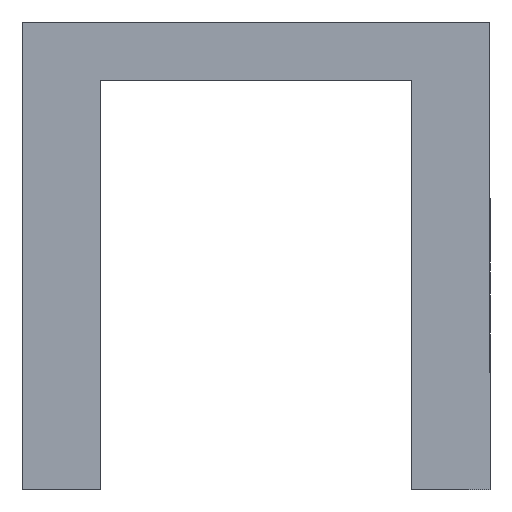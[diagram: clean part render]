
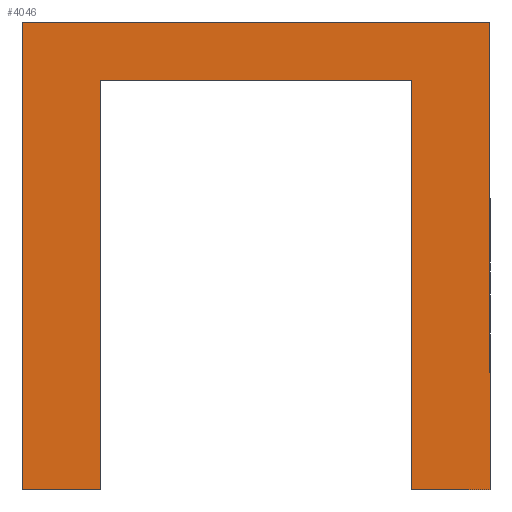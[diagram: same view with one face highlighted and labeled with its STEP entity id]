
A CAD part, front view. The second image highlights one B-rep face of the part: STEP entity #4046.
In plain terms, the highlighted planar face has unit normal (0, -1, 0).
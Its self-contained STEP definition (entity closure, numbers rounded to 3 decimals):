
#79 = ORIENTED_EDGE ( 'NONE', *, *, #1586, .F. ) ;
#142 = EDGE_CURVE ( 'NONE', #5776, #4720, #4796, .T. ) ;
#216 = DIRECTION ( 'NONE',  ( 0., 0., 1. ) ) ;
#477 = VERTEX_POINT ( 'NONE', #538 ) ;
#486 = VECTOR ( 'NONE', #3940, 1000. ) ;
#489 = VERTEX_POINT ( 'NONE', #8098 ) ;
#538 = CARTESIAN_POINT ( 'NONE',  ( 4., 0., -10.5 ) ) ;
#548 = LINE ( 'NONE', #3941, #2521 ) ;
#584 = LINE ( 'NONE', #5106, #7748 ) ;
#607 = VERTEX_POINT ( 'NONE', #1981 ) ;
#657 = DIRECTION ( 'NONE',  ( -1., 0., 0. ) ) ;
#881 = VERTEX_POINT ( 'NONE', #6139 ) ;
#1162 = DIRECTION ( 'NONE',  ( -1., 0., 0. ) ) ;
#1305 = CARTESIAN_POINT ( 'NONE',  ( -6., 0., 1.5 ) ) ;
#1451 = EDGE_CURVE ( 'NONE', #881, #489, #2466, .T. ) ;
#1488 = ORIENTED_EDGE ( 'NONE', *, *, #3433, .F. ) ;
#1586 = EDGE_CURVE ( 'NONE', #477, #881, #584, .T. ) ;
#1652 = ORIENTED_EDGE ( 'NONE', *, *, #2462, .F. ) ;
#1659 = ORIENTED_EDGE ( 'NONE', *, *, #1451, .F. ) ;
#1681 = EDGE_LOOP ( 'NONE', ( #7849, #1659, #79, #5420, #5481, #1652, #1488, #2862 ) ) ;
#1769 = EDGE_CURVE ( 'NONE', #7000, #607, #5891, .T. ) ;
#1833 = CARTESIAN_POINT ( 'NONE',  ( 0., 0., 0. ) ) ;
#1925 = CARTESIAN_POINT ( 'NONE',  ( -4., 0., -10.5 ) ) ;
#1981 = CARTESIAN_POINT ( 'NONE',  ( 6., 0., -10.5 ) ) ;
#2103 = DIRECTION ( 'NONE',  ( 1., 0., 0. ) ) ;
#2304 = LINE ( 'NONE', #4606, #3301 ) ;
#2354 = CARTESIAN_POINT ( 'NONE',  ( -4., 0., -10.5 ) ) ;
#2462 = EDGE_CURVE ( 'NONE', #4784, #7000, #2304, .T. ) ;
#2466 = LINE ( 'NONE', #5666, #5692 ) ;
#2479 = CARTESIAN_POINT ( 'NONE',  ( -6., 0., -10.5 ) ) ;
#2521 = VECTOR ( 'NONE', #4558, 1000. ) ;
#2862 = ORIENTED_EDGE ( 'NONE', *, *, #142, .F. ) ;
#2977 = LINE ( 'NONE', #5850, #3184 ) ;
#3184 = VECTOR ( 'NONE', #216, 1000. ) ;
#3301 = VECTOR ( 'NONE', #2103, 1000. ) ;
#3433 = EDGE_CURVE ( 'NONE', #4720, #4784, #2977, .T. ) ;
#3681 = EDGE_CURVE ( 'NONE', #489, #5776, #548, .T. ) ;
#3940 = DIRECTION ( 'NONE',  ( 0., 0., -1. ) ) ;
#3941 = CARTESIAN_POINT ( 'NONE',  ( -4., 0., 0. ) ) ;
#4046 = ADVANCED_FACE ( 'NONE', ( #6236 ), #6847, .F. ) ;
#4083 = CARTESIAN_POINT ( 'NONE',  ( 6., 0., 1.5 ) ) ;
#4536 = VECTOR ( 'NONE', #7619, 1000. ) ;
#4558 = DIRECTION ( 'NONE',  ( 0., 0., -1. ) ) ;
#4606 = CARTESIAN_POINT ( 'NONE',  ( -6., 0., 1.5 ) ) ;
#4720 = VERTEX_POINT ( 'NONE', #2479 ) ;
#4784 = VERTEX_POINT ( 'NONE', #1305 ) ;
#4796 = LINE ( 'NONE', #1925, #6755 ) ;
#4925 = DIRECTION ( 'NONE',  ( 0., 1., 0. ) ) ;
#5082 = DIRECTION ( 'NONE',  ( 0., 0., 1. ) ) ;
#5102 = CARTESIAN_POINT ( 'NONE',  ( 4., 0., -10.5 ) ) ;
#5106 = CARTESIAN_POINT ( 'NONE',  ( 4., 0., 0. ) ) ;
#5420 = ORIENTED_EDGE ( 'NONE', *, *, #7112, .F. ) ;
#5481 = ORIENTED_EDGE ( 'NONE', *, *, #1769, .F. ) ;
#5666 = CARTESIAN_POINT ( 'NONE',  ( 4., 0., 0. ) ) ;
#5692 = VECTOR ( 'NONE', #1162, 1000. ) ;
#5776 = VERTEX_POINT ( 'NONE', #2354 ) ;
#5850 = CARTESIAN_POINT ( 'NONE',  ( -6., 0., -10.5 ) ) ;
#5891 = LINE ( 'NONE', #7740, #486 ) ;
#5926 = LINE ( 'NONE', #5102, #4536 ) ;
#6139 = CARTESIAN_POINT ( 'NONE',  ( 4., 0., 0. ) ) ;
#6172 = DIRECTION ( 'NONE',  ( 0., 0., 1. ) ) ;
#6236 = FACE_OUTER_BOUND ( 'NONE', #1681, .T. ) ;
#6755 = VECTOR ( 'NONE', #657, 1000. ) ;
#6847 = PLANE ( 'NONE',  #7402 ) ;
#7000 = VERTEX_POINT ( 'NONE', #4083 ) ;
#7112 = EDGE_CURVE ( 'NONE', #607, #477, #5926, .T. ) ;
#7402 = AXIS2_PLACEMENT_3D ( 'NONE', #1833, #4925, #6172 ) ;
#7619 = DIRECTION ( 'NONE',  ( -1., 0., 0. ) ) ;
#7740 = CARTESIAN_POINT ( 'NONE',  ( 6., 0., -10.5 ) ) ;
#7748 = VECTOR ( 'NONE', #5082, 1000. ) ;
#7849 = ORIENTED_EDGE ( 'NONE', *, *, #3681, .F. ) ;
#8098 = CARTESIAN_POINT ( 'NONE',  ( -4., 0., 0. ) ) ;
